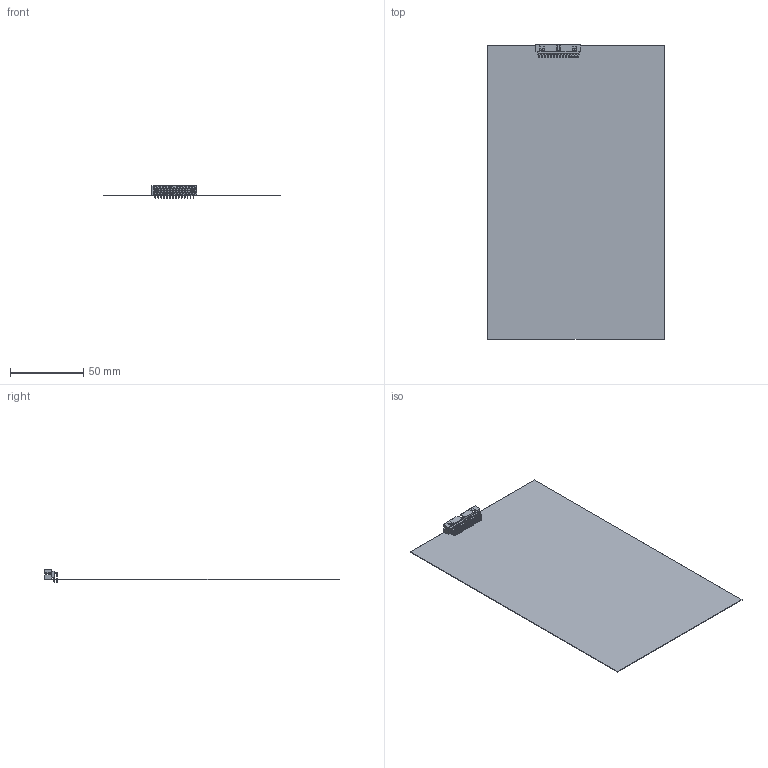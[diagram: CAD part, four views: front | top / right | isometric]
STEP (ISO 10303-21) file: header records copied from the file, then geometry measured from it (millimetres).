
FILE_DESCRIPTION(('Open CASCADE Model'),'2;1');
FILE_NAME('Open CASCADE Shape Model','2020-08-16T23:02:30',('Author'),( 'Open CASCADE'),'Open CASCADE STEP processor 6.8','Open CASCADE 6.8' ,'Unknown');
FILE_SCHEMA(('AUTOMOTIVE_DESIGN { 1 0 10303 214 1 1 1 1 }'));
Length unit declared in the file: millimetre
Products named in the file (1): PCB
Bounding box: 120 x 200.65 x 8.46 mm (x, y, z)
Volume: 10423.5 mm3; surface area: 49891.9 mm2
Topology: 2 solids, 2 shells, 861 faces, 2278 edges, 1516 vertices
Faces by surface type: plane 775, cylinder 86
Full cylindrical faces by diameter (mm): 0.9 x28
Entity records: 26335 total; most frequent: CARTESIAN_POINT 4666, ORIENTED_EDGE 4444, DIRECTION 4228, EDGE_CURVE 2222, LINE 2048, VECTOR 2048, VERTEX_POINT 1404, AXIS2_PLACEMENT_3D 1090
